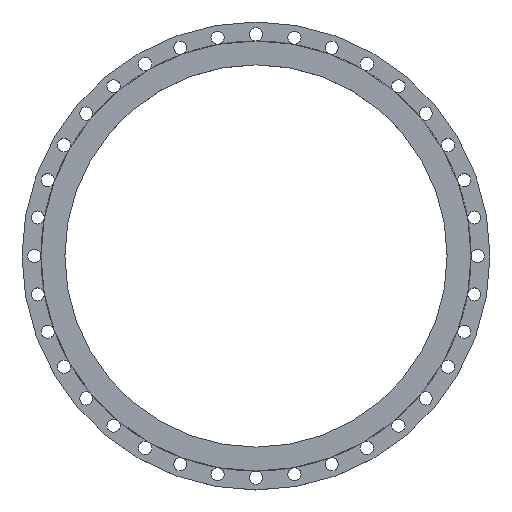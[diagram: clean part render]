
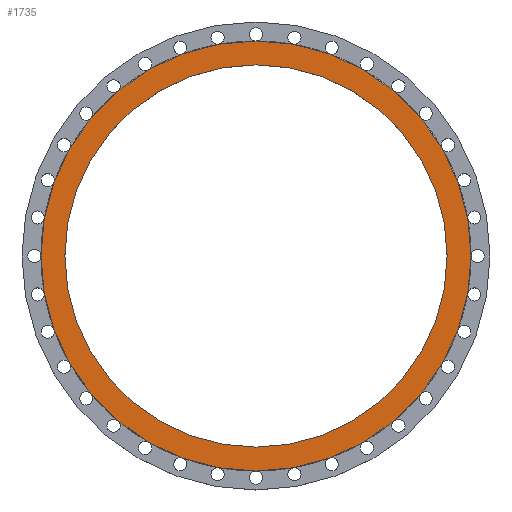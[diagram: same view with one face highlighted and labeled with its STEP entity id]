
A CAD part, top view. The second image highlights one B-rep face of the part: STEP entity #1735.
In plain terms, the highlighted planar face has unit normal (0, 0, 1).
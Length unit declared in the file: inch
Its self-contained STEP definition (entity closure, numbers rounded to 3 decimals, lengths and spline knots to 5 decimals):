
#23 = FACE_OUTER_BOUND ( 'NONE', #775, .T. ) ;
#35 = AXIS2_PLACEMENT_3D ( 'NONE', #2142, #1794, #626 ) ;
#245 = ORIENTED_EDGE ( 'NONE', *, *, #2749, .T. ) ;
#334 = PLANE ( 'NONE',  #2535 ) ;
#409 = DIRECTION ( 'NONE',  ( 1., 0., 0. ) ) ;
#439 = CIRCLE ( 'NONE', #923, 16.3125 ) ;
#508 = EDGE_LOOP ( 'NONE', ( #1353, #3500 ) ) ;
#539 = ORIENTED_EDGE ( 'NONE', *, *, #3486, .T. ) ;
#614 = CARTESIAN_POINT ( 'NONE',  ( 0., 14.5, 0. ) ) ;
#626 = DIRECTION ( 'NONE',  ( 1., 0., 0. ) ) ;
#680 = CARTESIAN_POINT ( 'NONE',  ( 0., 0., 0. ) ) ;
#697 = CARTESIAN_POINT ( 'NONE',  ( 14.5, 0., 0. ) ) ;
#775 = EDGE_LOOP ( 'NONE', ( #245, #539 ) ) ;
#797 = DIRECTION ( 'NONE',  ( 0., 0., 1. ) ) ;
#875 = DIRECTION ( 'NONE',  ( 1., 0., 0. ) ) ;
#895 = DIRECTION ( 'NONE',  ( -1., 0., 0. ) ) ;
#923 = AXIS2_PLACEMENT_3D ( 'NONE', #2049, #2027, #875 ) ;
#1159 = CIRCLE ( 'NONE', #2958, 16.3125 ) ;
#1353 = ORIENTED_EDGE ( 'NONE', *, *, #1626, .F. ) ;
#1505 = CARTESIAN_POINT ( 'NONE',  ( -14.5, 0., 0. ) ) ;
#1626 = EDGE_CURVE ( 'NONE', #2739, #1904, #2713, .T. ) ;
#1735 = ADVANCED_FACE ( 'NONE', ( #2030, #23 ), #334, .F. ) ;
#1794 = DIRECTION ( 'NONE',  ( 0., 0., 1. ) ) ;
#1814 = CIRCLE ( 'NONE', #35, 14.5 ) ;
#1904 = VERTEX_POINT ( 'NONE', #1505 ) ;
#1908 = VERTEX_POINT ( 'NONE', #2657 ) ;
#2027 = DIRECTION ( 'NONE',  ( 0., 0., 1. ) ) ;
#2030 = FACE_BOUND ( 'NONE', #508, .T. ) ;
#2049 = CARTESIAN_POINT ( 'NONE',  ( 0., 0., 0. ) ) ;
#2142 = CARTESIAN_POINT ( 'NONE',  ( 0., 0., 0. ) ) ;
#2535 = AXIS2_PLACEMENT_3D ( 'NONE', #614, #2914, #895 ) ;
#2657 = CARTESIAN_POINT ( 'NONE',  ( -16.3125, 0., 0. ) ) ;
#2713 = CIRCLE ( 'NONE', #3617, 14.5 ) ;
#2727 = VERTEX_POINT ( 'NONE', #2964 ) ;
#2739 = VERTEX_POINT ( 'NONE', #697 ) ;
#2749 = EDGE_CURVE ( 'NONE', #2727, #1908, #1159, .T. ) ;
#2760 = DIRECTION ( 'NONE',  ( 1., 0., 0. ) ) ;
#2793 = EDGE_CURVE ( 'NONE', #1904, #2739, #1814, .T. ) ;
#2914 = DIRECTION ( 'NONE',  ( 0., 0., -1. ) ) ;
#2958 = AXIS2_PLACEMENT_3D ( 'NONE', #680, #2980, #409 ) ;
#2964 = CARTESIAN_POINT ( 'NONE',  ( 16.3125, 0., 0. ) ) ;
#2980 = DIRECTION ( 'NONE',  ( 0., 0., 1. ) ) ;
#3365 = CARTESIAN_POINT ( 'NONE',  ( 0., 0., 0. ) ) ;
#3486 = EDGE_CURVE ( 'NONE', #1908, #2727, #439, .T. ) ;
#3500 = ORIENTED_EDGE ( 'NONE', *, *, #2793, .F. ) ;
#3617 = AXIS2_PLACEMENT_3D ( 'NONE', #3365, #797, #2760 ) ;
